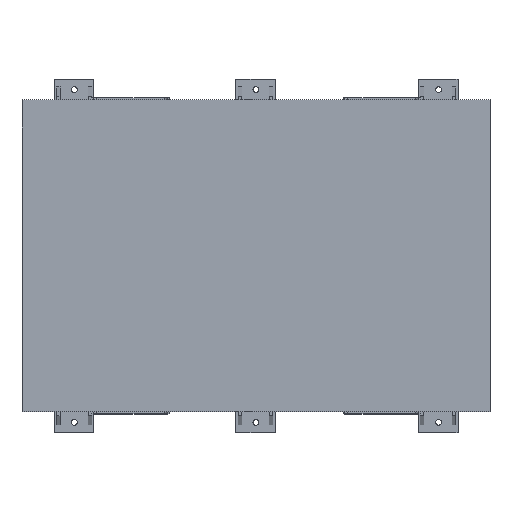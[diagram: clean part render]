
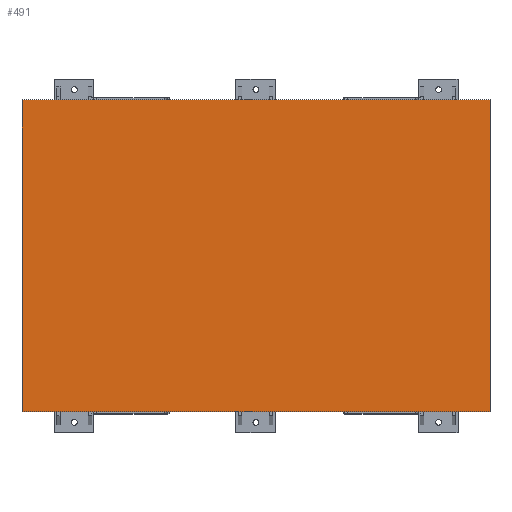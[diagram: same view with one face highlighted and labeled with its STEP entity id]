
A CAD part, top view. The second image highlights one B-rep face of the part: STEP entity #491.
In plain terms, the highlighted planar face has unit normal (0, 0, 1).
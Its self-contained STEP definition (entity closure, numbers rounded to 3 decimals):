
#491=ADVANCED_FACE('',(#995),#717,.T.);
#717=PLANE('',#6606);
#995=FACE_OUTER_BOUND('',#1337,.T.);
#1337=EDGE_LOOP('',(#4527,#4528,#4529,#4530));
#2055=LINE('',#9981,#2779);
#2056=LINE('',#9984,#2780);
#2057=LINE('',#9986,#2781);
#2058=LINE('',#9988,#2782);
#2779=VECTOR('',#8234,1.);
#2780=VECTOR('',#8235,1.);
#2781=VECTOR('',#8236,1.);
#2782=VECTOR('',#8237,1.);
#4527=ORIENTED_EDGE('',*,*,#5983,.F.);
#4528=ORIENTED_EDGE('',*,*,#5984,.F.);
#4529=ORIENTED_EDGE('',*,*,#5985,.F.);
#4530=ORIENTED_EDGE('',*,*,#5986,.F.);
#5107=VERTEX_POINT('',#9982);
#5108=VERTEX_POINT('',#9983);
#5109=VERTEX_POINT('',#9985);
#5110=VERTEX_POINT('',#9987);
#5983=EDGE_CURVE('',#5107,#5108,#2055,.T.);
#5984=EDGE_CURVE('',#5109,#5107,#2056,.T.);
#5985=EDGE_CURVE('',#5110,#5109,#2057,.T.);
#5986=EDGE_CURVE('',#5108,#5110,#2058,.T.);
#6606=AXIS2_PLACEMENT_3D('',#9989,#8238,#8239);
#8234=DIRECTION('',(-1.,0.,0.));
#8235=DIRECTION('',(0.,-1.,0.));
#8236=DIRECTION('',(1.,0.,0.));
#8237=DIRECTION('',(0.,1.,0.));
#8238=DIRECTION('',(0.,0.,1.));
#8239=DIRECTION('',(1.,0.,0.));
#9981=CARTESIAN_POINT('',(-900.,0.,0.));
#9982=CARTESIAN_POINT('',(0.,0.,0.));
#9983=CARTESIAN_POINT('',(-1800.,0.,0.));
#9984=CARTESIAN_POINT('',(0.,600.,0.));
#9985=CARTESIAN_POINT('',(0.,1200.,0.));
#9986=CARTESIAN_POINT('',(-900.,1200.,0.));
#9987=CARTESIAN_POINT('',(-1800.,1200.,0.));
#9988=CARTESIAN_POINT('',(-1800.,600.,0.));
#9989=CARTESIAN_POINT('',(-900.,600.,0.));
